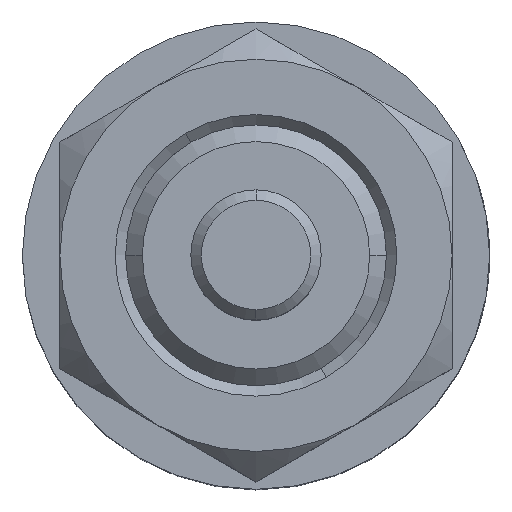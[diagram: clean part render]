
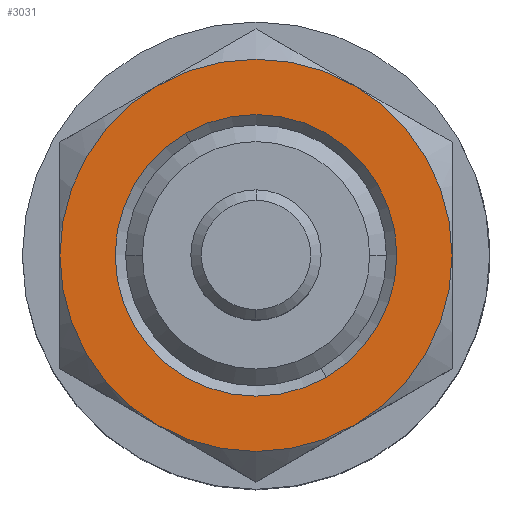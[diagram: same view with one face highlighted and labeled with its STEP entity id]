
A CAD part, top view. The second image highlights one B-rep face of the part: STEP entity #3031.
In plain terms, the highlighted planar face has unit normal (0, 0, 1).
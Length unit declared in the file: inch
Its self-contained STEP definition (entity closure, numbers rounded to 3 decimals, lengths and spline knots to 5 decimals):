
#35 = ORIENTED_EDGE ( 'NONE', *, *, #61, .F. ) ;
#43 = AXIS2_PLACEMENT_3D ( 'NONE', #1350, #3003, #1589 ) ;
#61 = EDGE_CURVE ( 'NONE', #456, #872, #2537, .T. ) ;
#63 = EDGE_LOOP ( 'NONE', ( #1797, #2967 ) ) ;
#69 = CIRCLE ( 'NONE', #379, 0.47 ) ;
#192 = CIRCLE ( 'NONE', #1706, 0.47 ) ;
#222 = DIRECTION ( 'NONE',  ( 0., 0., -1. ) ) ;
#248 = VERTEX_POINT ( 'NONE', #1423 ) ;
#284 = ORIENTED_EDGE ( 'NONE', *, *, #2853, .F. ) ;
#346 = CARTESIAN_POINT ( 'NONE',  ( 0., 0., 0.19 ) ) ;
#379 = AXIS2_PLACEMENT_3D ( 'NONE', #545, #2185, #782 ) ;
#386 = AXIS2_PLACEMENT_3D ( 'NONE', #2318, #2802, #1383 ) ;
#456 = VERTEX_POINT ( 'NONE', #644 ) ;
#545 = CARTESIAN_POINT ( 'NONE',  ( 0., 0., 0.19 ) ) ;
#556 = CARTESIAN_POINT ( 'NONE',  ( 0.235, -0.40703, 0.19 ) ) ;
#559 = CIRCLE ( 'NONE', #858, 0.47 ) ;
#587 = DIRECTION ( 'NONE',  ( -1., 0., 0. ) ) ;
#613 = AXIS2_PLACEMENT_3D ( 'NONE', #1632, #222, #1870 ) ;
#644 = CARTESIAN_POINT ( 'NONE',  ( -0.235, -0.40703, 0.19 ) ) ;
#741 = EDGE_CURVE ( 'NONE', #1290, #2063, #2662, .T. ) ;
#746 = VERTEX_POINT ( 'NONE', #1055 ) ;
#782 = DIRECTION ( 'NONE',  ( 1., 0., 0. ) ) ;
#785 = ORIENTED_EDGE ( 'NONE', *, *, #1276, .T. ) ;
#858 = AXIS2_PLACEMENT_3D ( 'NONE', #1053, #2704, #1284 ) ;
#872 = VERTEX_POINT ( 'NONE', #1089 ) ;
#875 = ORIENTED_EDGE ( 'NONE', *, *, #1366, .F. ) ;
#878 = CIRCLE ( 'NONE', #2590, 0.47 ) ;
#935 = CARTESIAN_POINT ( 'NONE',  ( -0.3375, 0., 0.19 ) ) ;
#1008 = AXIS2_PLACEMENT_3D ( 'NONE', #1014, #2661, #1248 ) ;
#1014 = CARTESIAN_POINT ( 'NONE',  ( 0., 0., 0.19 ) ) ;
#1053 = CARTESIAN_POINT ( 'NONE',  ( 0., 0., 0.19 ) ) ;
#1055 = CARTESIAN_POINT ( 'NONE',  ( 0.235, 0.40703, 0.19 ) ) ;
#1089 = CARTESIAN_POINT ( 'NONE',  ( -0.47, 0., 0.19 ) ) ;
#1194 = ORIENTED_EDGE ( 'NONE', *, *, #1493, .F. ) ;
#1198 = DIRECTION ( 'NONE',  ( 0., 0., -1. ) ) ;
#1248 = DIRECTION ( 'NONE',  ( -1., 0., 0. ) ) ;
#1276 = EDGE_CURVE ( 'NONE', #248, #746, #69, .T. ) ;
#1284 = DIRECTION ( 'NONE',  ( -1., 0., 0. ) ) ;
#1290 = VERTEX_POINT ( 'NONE', #2896 ) ;
#1350 = CARTESIAN_POINT ( 'NONE',  ( 0., 0., 0.19 ) ) ;
#1366 = EDGE_CURVE ( 'NONE', #872, #1452, #559, .T. ) ;
#1378 = DIRECTION ( 'NONE',  ( 0., 0., -1. ) ) ;
#1383 = DIRECTION ( 'NONE',  ( -1., 0., 0. ) ) ;
#1423 = CARTESIAN_POINT ( 'NONE',  ( 0.47, 0., 0.19 ) ) ;
#1452 = VERTEX_POINT ( 'NONE', #2966 ) ;
#1493 = EDGE_CURVE ( 'NONE', #1959, #456, #878, .T. ) ;
#1521 = AXIS2_PLACEMENT_3D ( 'NONE', #346, #1987, #587 ) ;
#1589 = DIRECTION ( 'NONE',  ( -1., 0., 0. ) ) ;
#1632 = CARTESIAN_POINT ( 'NONE',  ( 0., 0., 0.19 ) ) ;
#1671 = CIRCLE ( 'NONE', #613, 0.47 ) ;
#1706 = AXIS2_PLACEMENT_3D ( 'NONE', #2606, #1198, #2851 ) ;
#1797 = ORIENTED_EDGE ( 'NONE', *, *, #741, .T. ) ;
#1836 = PLANE ( 'NONE',  #386 ) ;
#1849 = FACE_OUTER_BOUND ( 'NONE', #2340, .T. ) ;
#1870 = DIRECTION ( 'NONE',  ( -1., 0., 0. ) ) ;
#1959 = VERTEX_POINT ( 'NONE', #556 ) ;
#1987 = DIRECTION ( 'NONE',  ( 0., 0., -1. ) ) ;
#2063 = VERTEX_POINT ( 'NONE', #935 ) ;
#2168 = ORIENTED_EDGE ( 'NONE', *, *, #2911, .F. ) ;
#2185 = DIRECTION ( 'NONE',  ( 0., 0., 1. ) ) ;
#2264 = EDGE_CURVE ( 'NONE', #2063, #1290, #3017, .T. ) ;
#2318 = CARTESIAN_POINT ( 'NONE',  ( 0., 0.54271, 0.19 ) ) ;
#2340 = EDGE_LOOP ( 'NONE', ( #875, #35, #1194, #2168, #785, #284 ) ) ;
#2489 = FACE_BOUND ( 'NONE', #63, .T. ) ;
#2537 = CIRCLE ( 'NONE', #43, 0.47 ) ;
#2590 = AXIS2_PLACEMENT_3D ( 'NONE', #2796, #1378, #3037 ) ;
#2606 = CARTESIAN_POINT ( 'NONE',  ( 0., 0., 0.19 ) ) ;
#2661 = DIRECTION ( 'NONE',  ( 0., 0., -1. ) ) ;
#2662 = CIRCLE ( 'NONE', #1521, 0.3375 ) ;
#2704 = DIRECTION ( 'NONE',  ( 0., 0., -1. ) ) ;
#2796 = CARTESIAN_POINT ( 'NONE',  ( 0., 0., 0.19 ) ) ;
#2802 = DIRECTION ( 'NONE',  ( 0., 0., -1. ) ) ;
#2851 = DIRECTION ( 'NONE',  ( -1., 0., 0. ) ) ;
#2853 = EDGE_CURVE ( 'NONE', #1452, #746, #1671, .T. ) ;
#2896 = CARTESIAN_POINT ( 'NONE',  ( 0.3375, 0., 0.19 ) ) ;
#2911 = EDGE_CURVE ( 'NONE', #248, #1959, #192, .T. ) ;
#2966 = CARTESIAN_POINT ( 'NONE',  ( -0.235, 0.40703, 0.19 ) ) ;
#2967 = ORIENTED_EDGE ( 'NONE', *, *, #2264, .T. ) ;
#3003 = DIRECTION ( 'NONE',  ( 0., 0., -1. ) ) ;
#3017 = CIRCLE ( 'NONE', #1008, 0.3375 ) ;
#3031 = ADVANCED_FACE ( 'NONE', ( #2489, #1849 ), #1836, .F. ) ;
#3037 = DIRECTION ( 'NONE',  ( -1., 0., 0. ) ) ;
